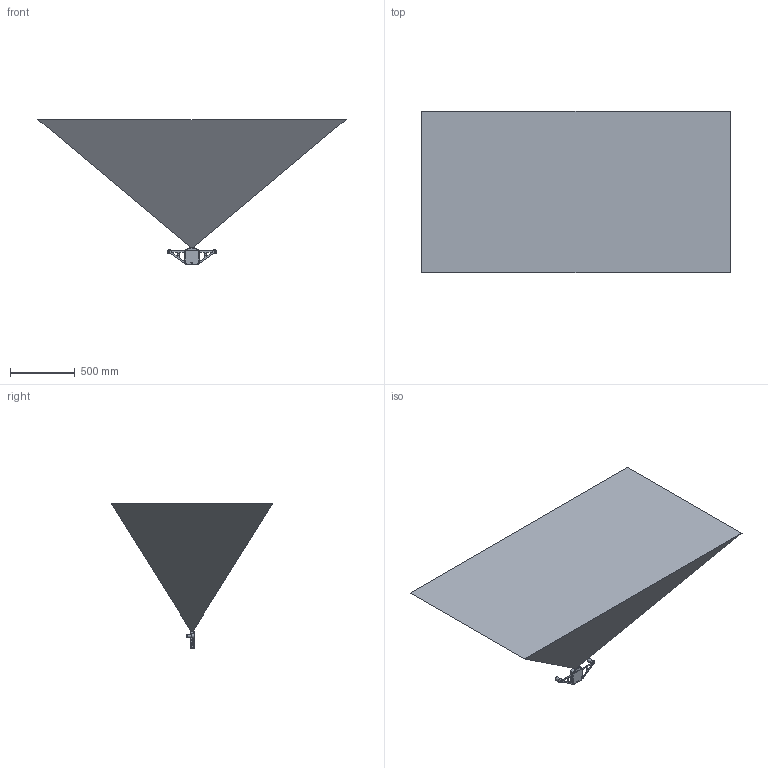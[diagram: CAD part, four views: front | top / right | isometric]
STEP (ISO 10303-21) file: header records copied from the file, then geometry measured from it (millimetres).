
FILE_DESCRIPTION(/* description */ (''),/* implementation_level */ '2;1');
FILE_NAME(/* name */ 'VRTK2_STK_Assembly_incl_cam_FOV_public.step',/* time_stamp */ '2024-02-16T15:14:57+01:00',/* author */ (''),/* organization */ (''),/* preprocessor_version */ 'ST-DEVELOPER v20',/* originating_system */ 'Autodesk Translation Framework v12.20.1.177',/* authorisation */ '');
FILE_SCHEMA (('AUTOMOTIVE_DESIGN { 1 0 10303 214 3 1 1 }'));
Products named in the file (13): VRTK2_STK_Assembly_incl_cam_FOV_public; YG-XJ02B1-0003-001 (1); YG-XJ02B1-0003-001; LEDµ¼¹âÖù; M8_4PIN; SMA_Jack_panel; YG-XJ02B1-0003-002; GB-T-70.1-2000-S-NL-M3X8_PreviewCfg; YG-XJ02B1-0003-009; YG-XJ02B1-0003-007; Antenna AH-3232 v2; FieldOfView; MB08P2LSAB (8 Pin M8 female) v1
Assembly tree (22 placements, depth 3):
  VRTK2_STK_Assembly_incl_cam_FOV_public
    YG-XJ02B1-0003-001 (1)
      YG-XJ02B1-0003-001
    LEDµ¼¹âÖù  x3
    M8_4PIN
    SMA_Jack_panel  x3
    YG-XJ02B1-0003-002
    GB-T-70.1-2000-S-NL-M3X8_PreviewCfg  x4
    YG-XJ02B1-0003-009
    YG-XJ02B1-0003-007
    Antenna AH-3232 v2  x2
    FieldOfView
    MB08P2LSAB (8 Pin M8 female) v1  x3
Bounding box: 2383.51 x 1249.74 x 1122.01 mm (x, y, z)
Volume: 993421792.4 mm3; surface area: 7867763.9 mm2
Topology: 35 solids, 39 shells, 1562 faces, 3797 edges, 2393 vertices
Faces by surface type: plane 751, cylinder 472, cone 255, torus 42, bspline 32, sphere 10
Full cylindrical faces by diameter (mm): 0.6 x4, 0.7 x24, 0.965 x3, 1 x28, 1.041 x3, 1.05 x4, 1.45 x3, 1.5 x3, 2 x3, 2.1 x3, 2.5 x16, 2.642 x3, 3 x4, 3.175 x3, 3.5 x8, 4.597 x3, 5.385 x3, 5.5 x4, 5.8 x1, 6.5 x1, 6.9 x1, 7 x12, 8.9 x3, 9 x3, 10 x4, 27.8 x2, 30 x2
Entity records: 47103 total; most frequent: CARTESIAN_POINT 25645, DIRECTION 4400, ORIENTED_EDGE 4360, EDGE_CURVE 2180, AXIS2_PLACEMENT_3D 1667, VERTEX_POINT 1372, LINE 1066, VECTOR 1066
